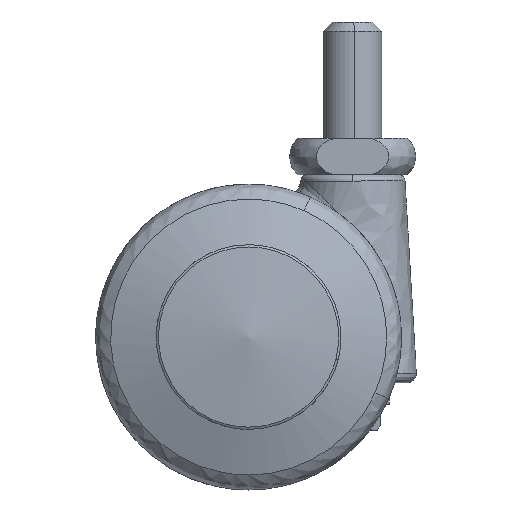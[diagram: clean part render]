
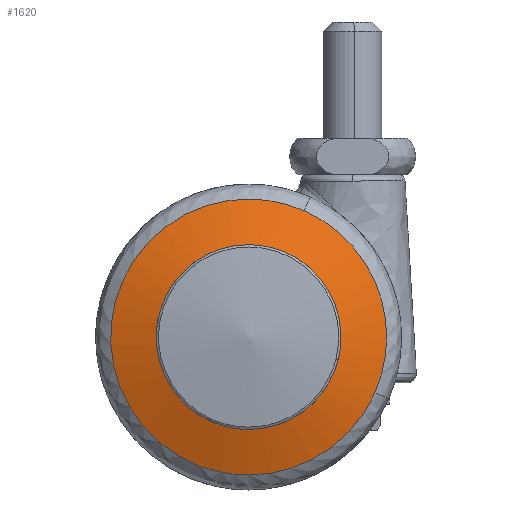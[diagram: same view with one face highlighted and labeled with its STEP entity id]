
A CAD part, front view. The second image highlights one B-rep face of the part: STEP entity #1620.
In plain terms, the highlighted free-form (B-spline) face has degree [2, 2] with [4, 4] control points.
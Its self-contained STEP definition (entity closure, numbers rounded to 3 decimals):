
#667=CARTESIAN_POINT('',(14.994,-22.5,-1.782));
#668=VERTEX_POINT('',#667);
#674=CARTESIAN_POINT('',(0.0,-22.5,15.1));
#675=VERTEX_POINT('',#674);
#676=CARTESIAN_POINT('',(14.994,-22.5,-1.782));
#677=CARTESIAN_POINT('',(15.1,-22.5,-0.894));
#678=CARTESIAN_POINT('',(15.1,-22.5,0.));
#679=CARTESIAN_POINT('',(15.1,-22.5,15.1));
#680=CARTESIAN_POINT('',(0.0,-22.5,15.1));
#688=(BOUNDED_CURVE()B_SPLINE_CURVE(2,(#676,#677,#678,#679,#680),.UNSPECIFIED.,.F.,.U.)B_SPLINE_CURVE_WITH_KNOTS((3,2,3),(0.23,0.25,0.5),.UNSPECIFIED.)CURVE()GEOMETRIC_REPRESENTATION_ITEM()RATIONAL_B_SPLINE_CURVE((0.956,0.976,1.0,0.707,1.0))REPRESENTATION_ITEM(''));
#689=EDGE_CURVE('',#668,#675,#688,.T.);
#691=CARTESIAN_POINT('',(-15.072,-22.5,0.922));
#692=VERTEX_POINT('',#691);
#693=CARTESIAN_POINT('',(0.0,-22.5,15.1));
#694=CARTESIAN_POINT('',(-14.205,-22.5,15.1));
#695=CARTESIAN_POINT('',(-15.072,-22.5,0.922));
#703=(BOUNDED_CURVE()B_SPLINE_CURVE(2,(#693,#694,#695),.UNSPECIFIED.,.F.,.U.)B_SPLINE_CURVE_WITH_KNOTS((3,3),(0.5,0.739),.UNSPECIFIED.)CURVE()GEOMETRIC_REPRESENTATION_ITEM()RATIONAL_B_SPLINE_CURVE((1.0,0.72,0.976))REPRESENTATION_ITEM(''));
#704=EDGE_CURVE('',#675,#692,#703,.T.);
#778=CARTESIAN_POINT('',(0.0,-22.5,-15.1));
#779=VERTEX_POINT('',#778);
#780=CARTESIAN_POINT('',(-15.072,-22.5,0.922));
#781=CARTESIAN_POINT('',(-15.1,-22.5,0.461));
#782=CARTESIAN_POINT('',(-15.1,-22.5,0.));
#783=CARTESIAN_POINT('',(-15.1,-22.5,-15.1));
#784=CARTESIAN_POINT('',(0.0,-22.5,-15.1));
#792=(BOUNDED_CURVE()B_SPLINE_CURVE(2,(#780,#781,#782,#783,#784),.UNSPECIFIED.,.F.,.U.)B_SPLINE_CURVE_WITH_KNOTS((3,2,3),(0.739,0.75,1.0),.UNSPECIFIED.)CURVE()GEOMETRIC_REPRESENTATION_ITEM()RATIONAL_B_SPLINE_CURVE((0.976,0.988,1.0,0.707,1.0))REPRESENTATION_ITEM(''));
#793=EDGE_CURVE('',#692,#779,#792,.T.);
#795=CARTESIAN_POINT('',(0.0,-22.5,-15.1));
#796=CARTESIAN_POINT('',(13.411,-22.5,-15.1));
#797=CARTESIAN_POINT('',(14.994,-22.5,-1.782));
#805=(BOUNDED_CURVE()B_SPLINE_CURVE(2,(#795,#796,#797),.UNSPECIFIED.,.F.,.U.)B_SPLINE_CURVE_WITH_KNOTS((3,3),(0.0,0.23),.UNSPECIFIED.)CURVE()GEOMETRIC_REPRESENTATION_ITEM()RATIONAL_B_SPLINE_CURVE((1.0,0.731,0.956))REPRESENTATION_ITEM(''));
#806=EDGE_CURVE('',#779,#668,#805,.T.);
#1241=CARTESIAN_POINT('',(9.088,-19.935,20.644));
#1242=VERTEX_POINT('',#1241);
#1243=CARTESIAN_POINT('',(0.0,-19.935,22.555));
#1244=VERTEX_POINT('',#1243);
#1245=CARTESIAN_POINT('',(9.088,-19.935,20.644));
#1246=CARTESIAN_POINT('',(4.745,-19.935,22.555));
#1247=CARTESIAN_POINT('',(0.0,-19.935,22.555));
#1255=(BOUNDED_CURVE()B_SPLINE_CURVE(2,(#1245,#1246,#1247),.UNSPECIFIED.,.F.,.U.)B_SPLINE_CURVE_WITH_KNOTS((3,3),(0.432,0.5),.UNSPECIFIED.)CURVE()GEOMETRIC_REPRESENTATION_ITEM()RATIONAL_B_SPLINE_CURVE((0.884,0.92,1.0))REPRESENTATION_ITEM(''));
#1256=EDGE_CURVE('',#1242,#1244,#1255,.T.);
#1276=CARTESIAN_POINT('',(20.644,-19.935,-9.088));
#1277=VERTEX_POINT('',#1276);
#1291=CARTESIAN_POINT('',(0.0,-19.935,-22.555));
#1292=VERTEX_POINT('',#1291);
#1293=CARTESIAN_POINT('',(0.0,-19.935,-22.555));
#1294=CARTESIAN_POINT('',(14.715,-19.935,-22.555));
#1295=CARTESIAN_POINT('',(20.644,-19.935,-9.088));
#1303=(BOUNDED_CURVE()B_SPLINE_CURVE(2,(#1293,#1294,#1295),.UNSPECIFIED.,.F.,.U.)B_SPLINE_CURVE_WITH_KNOTS((3,3),(0.0,0.182),.UNSPECIFIED.)CURVE()GEOMETRIC_REPRESENTATION_ITEM()RATIONAL_B_SPLINE_CURVE((1.0,0.787,0.884))REPRESENTATION_ITEM(''));
#1304=EDGE_CURVE('',#1292,#1277,#1303,.T.);
#1306=CARTESIAN_POINT('',(0.0,-19.935,22.555));
#1307=CARTESIAN_POINT('',(-22.555,-19.935,22.555));
#1308=CARTESIAN_POINT('',(-22.555,-19.935,0.));
#1309=CARTESIAN_POINT('',(-22.555,-19.935,-22.555));
#1310=CARTESIAN_POINT('',(0.0,-19.935,-22.555));
#1318=(BOUNDED_CURVE()B_SPLINE_CURVE(2,(#1306,#1307,#1308,#1309,#1310),.UNSPECIFIED.,.F.,.U.)B_SPLINE_CURVE_WITH_KNOTS((3,2,3),(0.5,0.75,1.0),.UNSPECIFIED.)CURVE()GEOMETRIC_REPRESENTATION_ITEM()RATIONAL_B_SPLINE_CURVE((1.0,0.707,1.0,0.707,1.0))REPRESENTATION_ITEM(''));
#1319=EDGE_CURVE('',#1244,#1292,#1318,.T.);
#1341=CARTESIAN_POINT('',(20.644,-19.935,-9.088));
#1342=CARTESIAN_POINT('',(22.555,-19.935,-4.745));
#1343=CARTESIAN_POINT('',(22.555,-19.935,0.));
#1344=CARTESIAN_POINT('',(22.555,-19.935,14.715));
#1345=CARTESIAN_POINT('',(9.088,-19.935,20.644));
#1353=(BOUNDED_CURVE()B_SPLINE_CURVE(2,(#1341,#1342,#1343,#1344,#1345),.UNSPECIFIED.,.F.,.U.)B_SPLINE_CURVE_WITH_KNOTS((3,2,3),(0.182,0.25,0.432),.UNSPECIFIED.)CURVE()GEOMETRIC_REPRESENTATION_ITEM()RATIONAL_B_SPLINE_CURVE((0.884,0.92,1.0,0.787,0.884))REPRESENTATION_ITEM(''));
#1354=EDGE_CURVE('',#1277,#1242,#1353,.T.);
#1584=CARTESIAN_POINT('',(-23.496,-14.039,-23.496));
#1585=CARTESIAN_POINT('',(-12.303,-19.022,-24.606));
#1586=CARTESIAN_POINT('',(12.303,-19.022,-24.606));
#1587=CARTESIAN_POINT('',(23.496,-14.039,-23.496));
#1588=CARTESIAN_POINT('',(-24.606,-19.022,-12.303));
#1589=CARTESIAN_POINT('',(-12.913,-24.5,-12.913));
#1590=CARTESIAN_POINT('',(12.912,-24.5,-12.913));
#1591=CARTESIAN_POINT('',(24.605,-19.022,-12.303));
#1592=CARTESIAN_POINT('',(-24.606,-19.022,12.303));
#1593=CARTESIAN_POINT('',(-12.913,-24.5,12.913));
#1594=CARTESIAN_POINT('',(12.912,-24.5,12.913));
#1595=CARTESIAN_POINT('',(24.605,-19.022,12.303));
#1596=CARTESIAN_POINT('',(-23.496,-14.039,23.496));
#1597=CARTESIAN_POINT('',(-12.303,-19.022,24.606));
#1598=CARTESIAN_POINT('',(12.303,-19.022,24.606));
#1599=CARTESIAN_POINT('',(23.496,-14.039,23.496));
#1607=(BOUNDED_SURFACE()B_SPLINE_SURFACE(2,2,((#1584,#1588,#1592,#1596),(#1585,#1589,#1593,#1597),(#1586,#1590,#1594,#1598),(#1587,#1591,#1595,#1599)),.UNSPECIFIED.,.F.,.F.,.U.)B_SPLINE_SURFACE_WITH_KNOTS((3,1,3),(3,1,3),(9.13,33.807,58.484),(9.13,33.807,58.485),.UNSPECIFIED.)GEOMETRIC_REPRESENTATION_ITEM()RATIONAL_B_SPLINE_SURFACE(((1.099,1.05,1.05,1.099),(1.05,1.0,1.0,1.05),(1.05,1.0,1.0,1.05),(1.099,1.05,1.05,1.099)))REPRESENTATION_ITEM('')SURFACE());
#1608=ORIENTED_EDGE('',*,*,#1304,.T.);
#1609=ORIENTED_EDGE('',*,*,#1354,.T.);
#1610=ORIENTED_EDGE('',*,*,#1256,.T.);
#1611=ORIENTED_EDGE('',*,*,#1319,.T.);
#1612=EDGE_LOOP('',(#1608,#1609,#1610,#1611));
#1613=FACE_OUTER_BOUND('',#1612,.T.);
#1614=ORIENTED_EDGE('',*,*,#704,.F.);
#1615=ORIENTED_EDGE('',*,*,#689,.F.);
#1616=ORIENTED_EDGE('',*,*,#806,.F.);
#1617=ORIENTED_EDGE('',*,*,#793,.F.);
#1618=EDGE_LOOP('',(#1614,#1615,#1616,#1617));
#1619=FACE_BOUND('',#1618,.T.);
#1620=ADVANCED_FACE('',(#1613,#1619),#1607,.T.);
